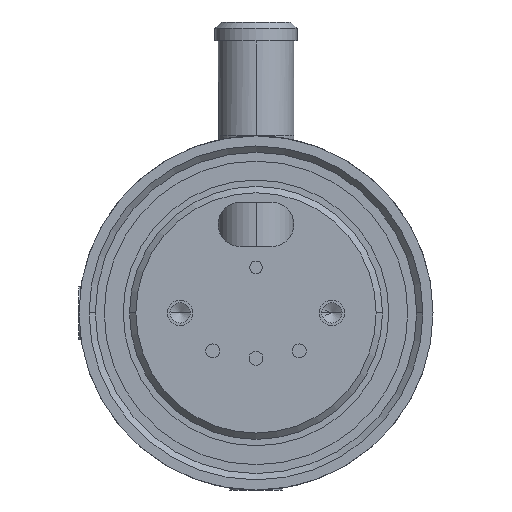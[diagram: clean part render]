
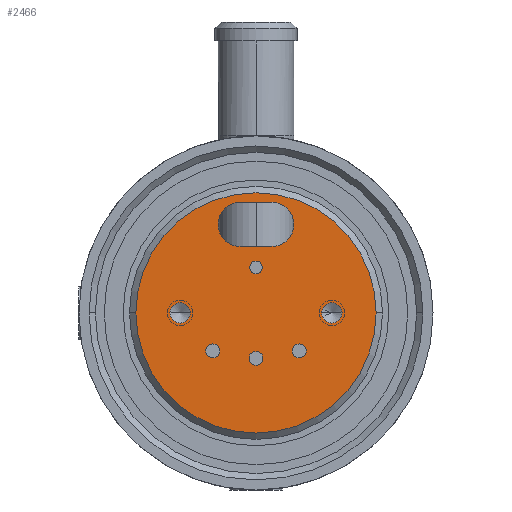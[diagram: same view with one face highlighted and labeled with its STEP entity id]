
A CAD part, left-side view. The second image highlights one B-rep face of the part: STEP entity #2466.
In plain terms, the highlighted planar face has unit normal (-1, 0, 0).
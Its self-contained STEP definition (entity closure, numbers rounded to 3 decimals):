
#22=CARTESIAN_POINT('',(0.,0.,-3.6));
#23=DIRECTION('',(-1.,0.,0.));
#24=DIRECTION('',(0.,0.,-1.));
#25=AXIS2_PLACEMENT_3D('',#22,#23,#24);
#27=CARTESIAN_POINT('',(0.,0.,-3.6));
#28=DIRECTION('',(-1.,0.,0.));
#29=DIRECTION('',(0.,0.,1.));
#30=AXIS2_PLACEMENT_3D('',#27,#28,#29);
#32=CARTESIAN_POINT('',(0.,0.,3.6));
#33=DIRECTION('',(-1.,0.,0.));
#34=DIRECTION('',(0.,0.,-1.));
#35=AXIS2_PLACEMENT_3D('',#32,#33,#34);
#37=CARTESIAN_POINT('',(0.,0.,3.6));
#38=DIRECTION('',(-1.,0.,0.));
#39=DIRECTION('',(0.,0.,1.));
#40=AXIS2_PLACEMENT_3D('',#37,#38,#39);
#42=CARTESIAN_POINT('',(0.,3.421,-3.));
#43=DIRECTION('',(-1.,0.,0.));
#44=DIRECTION('',(0.,0.,-1.));
#45=AXIS2_PLACEMENT_3D('',#42,#43,#44);
#47=CARTESIAN_POINT('',(0.,3.421,-3.));
#48=DIRECTION('',(-1.,0.,0.));
#49=DIRECTION('',(0.,0.,1.));
#50=AXIS2_PLACEMENT_3D('',#47,#48,#49);
#52=CARTESIAN_POINT('',(0.,-3.421,-3.));
#53=DIRECTION('',(-1.,0.,0.));
#54=DIRECTION('',(0.,0.,-1.));
#55=AXIS2_PLACEMENT_3D('',#52,#53,#54);
#57=CARTESIAN_POINT('',(0.,-3.421,-3.));
#58=DIRECTION('',(-1.,0.,0.));
#59=DIRECTION('',(0.,0.,1.));
#60=AXIS2_PLACEMENT_3D('',#57,#58,#59);
#62=CARTESIAN_POINT('',(0.,-1.25,7.));
#63=DIRECTION('',(-1.,0.,0.));
#64=DIRECTION('',(0.,0.,-1.));
#65=AXIS2_PLACEMENT_3D('',#62,#63,#64);
#67=DIRECTION('',(0.,1.,0.));
#68=VECTOR('',#67,2.5);
#69=CARTESIAN_POINT('',(0.,-1.25,8.75));
#70=LINE('',#69,#68);
#71=CARTESIAN_POINT('',(0.,1.25,7.));
#72=DIRECTION('',(-1.,0.,0.));
#73=DIRECTION('',(0.,0.,1.));
#74=AXIS2_PLACEMENT_3D('',#71,#72,#73);
#76=DIRECTION('',(0.,-1.,0.));
#77=VECTOR('',#76,2.5);
#78=CARTESIAN_POINT('',(0.,1.25,5.25));
#79=LINE('',#78,#77);
#80=CARTESIAN_POINT('',(0.,0.,
0.));
#81=DIRECTION('',(-1.,0.,0.));
#82=DIRECTION('',(0.,-1.,0.));
#83=AXIS2_PLACEMENT_3D('',#80,#81,#82);
#85=CARTESIAN_POINT('',(0.,0.,0.));
#86=DIRECTION('',(-1.,0.,0.));
#87=DIRECTION('',(0.,1.,0.));
#88=AXIS2_PLACEMENT_3D('',#85,#86,#87);
#90=CARTESIAN_POINT('',(0.,-6.,0.));
#91=DIRECTION('',(-1.,0.,0.));
#92=DIRECTION('',(0.,1.,0.));
#93=AXIS2_PLACEMENT_3D('',#90,#91,#92);
#95=CARTESIAN_POINT('',(0.,-6.,0.));
#96=DIRECTION('',(-1.,0.,0.));
#97=DIRECTION('',(0.,-1.,0.));
#98=AXIS2_PLACEMENT_3D('',#95,#96,#97);
#100=CARTESIAN_POINT('',(0.,6.,0.));
#101=DIRECTION('',(-1.,0.,0.));
#102=DIRECTION('',(0.,1.,0.));
#103=AXIS2_PLACEMENT_3D('',#100,#101,#102);
#105=CARTESIAN_POINT('',(0.,6.,0.));
#106=DIRECTION('',(-1.,0.,0.));
#107=DIRECTION('',(0.,-1.,0.));
#108=AXIS2_PLACEMENT_3D('',#105,#106,#107);
#1899=CARTESIAN_POINT('',(0.,0.,-4.15));
#1900=CARTESIAN_POINT('',(0.,0.,-3.05));
#1901=VERTEX_POINT('',#1899);
#1902=VERTEX_POINT('',#1900);
#1903=CARTESIAN_POINT('',(0.,0.,3.1));
#1904=CARTESIAN_POINT('',(0.,0.,4.1));
#1905=VERTEX_POINT('',#1903);
#1906=VERTEX_POINT('',#1904);
#1915=CARTESIAN_POINT('',(0.,3.421,-3.55));
#1916=CARTESIAN_POINT('',(0.,3.421,-2.45));
#1917=VERTEX_POINT('',#1915);
#1918=VERTEX_POINT('',#1916);
#1919=CARTESIAN_POINT('',(0.,-3.421,-3.55));
#1920=CARTESIAN_POINT('',(0.,-3.421,-2.45));
#1921=VERTEX_POINT('',#1919);
#1922=VERTEX_POINT('',#1920);
#2015=CARTESIAN_POINT('',(0.,-1.25,8.75));
#2017=VERTEX_POINT('',#2015);
#2019=CARTESIAN_POINT('',(0.,1.25,8.75));
#2021=VERTEX_POINT('',#2019);
#2023=CARTESIAN_POINT('',(0.,1.25,5.25));
#2024=CARTESIAN_POINT('',(0.,-1.25,5.25));
#2025=VERTEX_POINT('',#2023);
#2026=VERTEX_POINT('',#2024);
#2171=CARTESIAN_POINT('',(0.,-9.5,0.));
#2172=CARTESIAN_POINT('',(0.,9.5,0.));
#2173=VERTEX_POINT('',#2171);
#2174=VERTEX_POINT('',#2172);
#2181=CARTESIAN_POINT('',(0.,-5.2,0.));
#2182=CARTESIAN_POINT('',(0.,-6.8,0.));
#2183=VERTEX_POINT('',#2181);
#2184=VERTEX_POINT('',#2182);
#2191=CARTESIAN_POINT('',(0.,6.8,0.));
#2192=CARTESIAN_POINT('',(0.,5.2,0.));
#2193=VERTEX_POINT('',#2191);
#2194=VERTEX_POINT('',#2192);
#2410=CARTESIAN_POINT('',(0.,0.,0.));
#2411=DIRECTION('',(1.,0.,0.));
#2412=DIRECTION('',(0.,-1.,0.));
#2413=AXIS2_PLACEMENT_3D('',#2410,#2411,#2412);
#2414=PLANE('',#2413);
#2416=ORIENTED_EDGE('',*,*,#2415,.F.);
#2418=ORIENTED_EDGE('',*,*,#2417,.F.);
#2419=EDGE_LOOP('',(#2416,#2418));
#2420=FACE_OUTER_BOUND('',#2419,.F.);
#2422=ORIENTED_EDGE('',*,*,#2421,.T.);
#2424=ORIENTED_EDGE('',*,*,#2423,.T.);
#2425=EDGE_LOOP('',(#2422,#2424));
#2426=FACE_BOUND('',#2425,.F.);
#2428=ORIENTED_EDGE('',*,*,#2427,.T.);
#2430=ORIENTED_EDGE('',*,*,#2429,.T.);
#2431=EDGE_LOOP('',(#2428,#2430));
#2432=FACE_BOUND('',#2431,.F.);
#2434=ORIENTED_EDGE('',*,*,#2433,.T.);
#2436=ORIENTED_EDGE('',*,*,#2435,.T.);
#2437=EDGE_LOOP('',(#2434,#2436));
#2438=FACE_BOUND('',#2437,.F.);
#2440=ORIENTED_EDGE('',*,*,#2439,.T.);
#2442=ORIENTED_EDGE('',*,*,#2441,.T.);
#2443=EDGE_LOOP('',(#2440,#2442));
#2444=FACE_BOUND('',#2443,.F.);
#2446=ORIENTED_EDGE('',*,*,#2445,.T.);
#2448=ORIENTED_EDGE('',*,*,#2447,.T.);
#2450=ORIENTED_EDGE('',*,*,#2449,.T.);
#2452=ORIENTED_EDGE('',*,*,#2451,.T.);
#2453=EDGE_LOOP('',(#2446,#2448,#2450,#2452));
#2454=FACE_BOUND('',#2453,.F.);
#2456=ORIENTED_EDGE('',*,*,#2455,.T.);
#2458=ORIENTED_EDGE('',*,*,#2457,.T.);
#2459=EDGE_LOOP('',(#2456,#2458));
#2460=FACE_BOUND('',#2459,.F.);
#2462=ORIENTED_EDGE('',*,*,#2461,.T.);
#2463=ORIENTED_EDGE('',*,*,#2400,.T.);
#2464=EDGE_LOOP('',(#2462,#2463));
#2465=FACE_BOUND('',#2464,.F.);
#2466=ADVANCED_FACE('',(#2420,#2426,#2432,#2438,#2444,#2454,#2460,#2465),#2414,
.F.);
#26=CIRCLE('',#25,0.55);
#31=CIRCLE('',#30,0.55);
#36=CIRCLE('',#35,0.5);
#41=CIRCLE('',#40,0.5);
#46=CIRCLE('',#45,0.55);
#51=CIRCLE('',#50,0.55);
#56=CIRCLE('',#55,0.55);
#61=CIRCLE('',#60,0.55);
#66=CIRCLE('',#65,1.75);
#75=CIRCLE('',#74,1.75);
#84=CIRCLE('',#83,9.5);
#89=CIRCLE('',#88,9.5);
#94=CIRCLE('',#93,0.8);
#99=CIRCLE('',#98,0.8);
#104=CIRCLE('',#103,0.8);
#109=CIRCLE('',#108,0.8);
#2400=EDGE_CURVE('',#2194,#2193,#109,.T.);
#2415=EDGE_CURVE('',#2173,#2174,#84,.T.);
#2417=EDGE_CURVE('',#2174,#2173,#89,.T.);
#2421=EDGE_CURVE('',#1901,#1902,#26,.T.);
#2423=EDGE_CURVE('',#1902,#1901,#31,.T.);
#2427=EDGE_CURVE('',#1905,#1906,#36,.T.);
#2429=EDGE_CURVE('',#1906,#1905,#41,.T.);
#2433=EDGE_CURVE('',#1917,#1918,#46,.T.);
#2435=EDGE_CURVE('',#1918,#1917,#51,.T.);
#2439=EDGE_CURVE('',#1921,#1922,#56,.T.);
#2441=EDGE_CURVE('',#1922,#1921,#61,.T.);
#2445=EDGE_CURVE('',#2026,#2017,#66,.T.);
#2447=EDGE_CURVE('',#2017,#2021,#70,.T.);
#2449=EDGE_CURVE('',#2021,#2025,#75,.T.);
#2451=EDGE_CURVE('',#2025,#2026,#79,.T.);
#2455=EDGE_CURVE('',#2183,#2184,#94,.T.);
#2457=EDGE_CURVE('',#2184,#2183,#99,.T.);
#2461=EDGE_CURVE('',#2193,#2194,#104,.T.);
